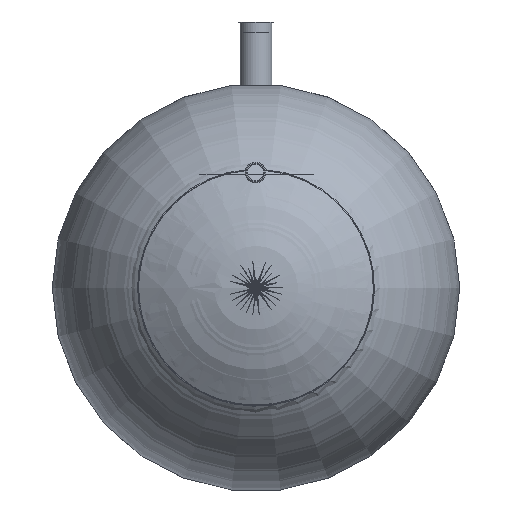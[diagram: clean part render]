
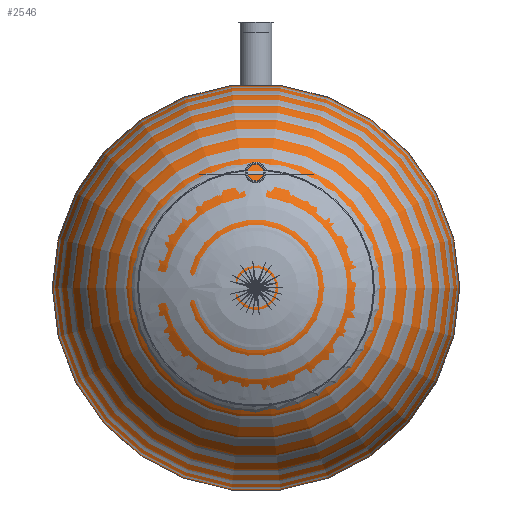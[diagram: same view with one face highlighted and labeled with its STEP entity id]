
A CAD part, front view. The second image highlights one B-rep face of the part: STEP entity #2546.
In plain terms, the highlighted toroidal (fillet/blend) face has major radius 2.49 mm and minor radius 1280 mm.
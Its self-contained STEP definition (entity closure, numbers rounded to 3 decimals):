
#347=VERTEX_LOOP('',#1578);
#351=DEGENERATE_TOROIDAL_SURFACE('',#2960,2.49,1280.,.T.);
#530=B_SPLINE_CURVE_WITH_KNOTS('',3,(#4563,#4564,#4565,#4566,#4567,#4568,
#4569,#4570,#4571,#4572,#4573,#4574,#4575),.UNSPECIFIED.,.F.,.F.,(4,1,1,
1,1,1,1,1,1,1,4),(6.479,6.531,6.583,6.635,
6.661,6.687,6.712,6.738,6.79,
6.842,6.894),.UNSPECIFIED.);
#671=ORIENTED_EDGE('',*,*,#1244,.T.);
#672=ORIENTED_EDGE('',*,*,#1255,.T.);
#1244=EDGE_CURVE('',#1569,#1570,#1808,.T.);
#1255=EDGE_CURVE('',#1570,#1569,#530,.T.);
#1569=VERTEX_POINT('',#4475);
#1570=VERTEX_POINT('',#4476);
#1578=VERTEX_POINT('',#4562);
#1808=CIRCLE('',#2953,736.783);
#2036=EDGE_LOOP('',(#671,#672));
#2285=FACE_BOUND('',#347,.T.);
#2286=FACE_BOUND('',#2036,.T.);
#2546=ADVANCED_FACE('',(#2285,#2286),#351,.T.);
#2953=AXIS2_PLACEMENT_3D('',#4474,#3439,#3440);
#2960=AXIS2_PLACEMENT_3D('',#4561,#3455,#3456);
#3439=DIRECTION('',(0.,-1.,0.));
#3440=DIRECTION('',(1.,0.,0.));
#3455=DIRECTION('',(0.,-1.,0.));
#3456=DIRECTION('',(1.,0.,0.));
#4474=CARTESIAN_POINT('',(0.,-2321.054,0.));
#4475=CARTESIAN_POINT('',(-207.378,-2321.054,706.997));
#4476=CARTESIAN_POINT('',(207.378,-2321.054,706.997));
#4561=CARTESIAN_POINT('',(0.,-1272.621,0.));
#4562=CARTESIAN_POINT('',(0.,-2552.618,0.));
#4563=CARTESIAN_POINT('',(207.378,-2321.054,706.997));
#4564=CARTESIAN_POINT('',(190.22,-2324.436,706.997));
#4565=CARTESIAN_POINT('',(155.814,-2330.347,706.997));
#4566=CARTESIAN_POINT('',(103.94,-2336.675,706.997));
#4567=CARTESIAN_POINT('',(60.485,-2339.839,706.997));
#4568=CARTESIAN_POINT('',(25.597,-2341.099,706.997));
#4569=CARTESIAN_POINT('',(-0.663,-2341.404,706.997));
#4570=CARTESIAN_POINT('',(-26.893,-2341.067,706.997));
#4571=CARTESIAN_POINT('',(-61.694,-2339.769,706.997));
#4572=CARTESIAN_POINT('',(-104.937,-2336.572,706.997));
#4573=CARTESIAN_POINT('',(-156.402,-2330.252,706.997));
#4574=CARTESIAN_POINT('',(-190.433,-2324.395,706.997));
#4575=CARTESIAN_POINT('',(-207.378,-2321.054,706.997));
